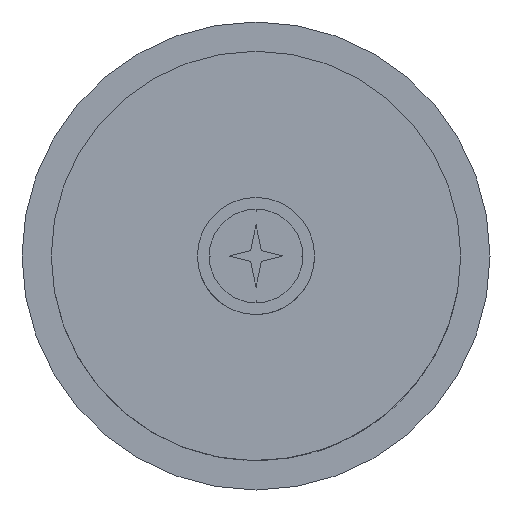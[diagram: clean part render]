
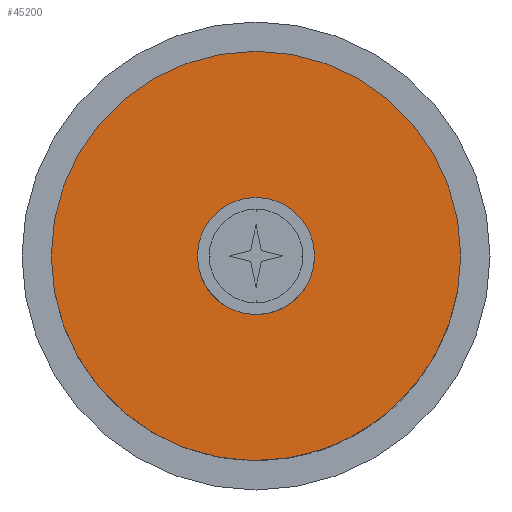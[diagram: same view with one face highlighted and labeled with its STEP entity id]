
A CAD part, front view. The second image highlights one B-rep face of the part: STEP entity #45200.
In plain terms, the highlighted planar face has unit normal (0, -1, 0).
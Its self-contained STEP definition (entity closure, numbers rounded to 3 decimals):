
#43380=CARTESIAN_POINT('',(40.,1.,0.));
#43390=DIRECTION('',(0.,-1.,0.));
#43400=DIRECTION('',(-1.,0.,0.));
#43410=AXIS2_PLACEMENT_3D('',#43380,#43390,#43400);
#43420=CIRCLE('',#43410,35.);
#43430=CARTESIAN_POINT('',(44.423,1.,-34.719));
#43440=VERTEX_POINT('',#43430);
#43450=CARTESIAN_POINT('',(75.,1.,0.));
#43460=VERTEX_POINT('',#43450);
#43470=EDGE_CURVE('',#43440,#43460,#43420,.T.);
#43600=CARTESIAN_POINT('',(5.,1.,0.));
#43610=VERTEX_POINT('',#43600);
#43640=EDGE_CURVE('',#43610,#43440,#43420,.T.);
#43780=CARTESIAN_POINT('',(50.,1.,0.));
#43790=VERTEX_POINT('',#43780);
#43820=CARTESIAN_POINT('',(40.,1.,0.));
#43830=DIRECTION('',(0.,-1.,0.));
#43840=DIRECTION('',(-1.,0.,0.));
#43850=AXIS2_PLACEMENT_3D('',#43820,#43830,#43840);
#43860=CIRCLE('',#43850,10.);
#43870=CARTESIAN_POINT('',(43.167,1.,-9.485));
#43880=VERTEX_POINT('',#43870);
#43890=EDGE_CURVE('',#43880,#43790,#43860,.T.);
#43910=CARTESIAN_POINT('',(30.,1.,0.));
#43920=VERTEX_POINT('',#43910);
#43930=EDGE_CURVE('',#43920,#43880,#43860,.T.);
#44600=EDGE_CURVE('',#43790,#43920,#43860,.T.);
#44850=EDGE_CURVE('',#43460,#43610,#43420,.T.);
#45050=CARTESIAN_POINT('',(42.,1.,34.943));
#45060=DIRECTION('',(-0.,-1.,-0.));
#45070=DIRECTION('',(-1.,0.,0.));
#45080=AXIS2_PLACEMENT_3D('',#45050,#45060,#45070);
#45090=PLANE('',#45080);
#45100=ORIENTED_EDGE('',*,*,#43890,.F.);
#45110=ORIENTED_EDGE('',*,*,#44600,.F.);
#45120=ORIENTED_EDGE('',*,*,#43930,.F.);
#45130=EDGE_LOOP('',(#45120,#45110,#45100));
#45140=FACE_BOUND('',#45130,.T.);
#45150=ORIENTED_EDGE('',*,*,#44850,.T.);
#45160=ORIENTED_EDGE('',*,*,#43470,.T.);
#45170=ORIENTED_EDGE('',*,*,#43640,.T.);
#45180=EDGE_LOOP('',(#45170,#45160,#45150));
#45190=FACE_OUTER_BOUND('',#45180,.T.);
#45200=ADVANCED_FACE('',(#45140,#45190),#45090,.T.);
